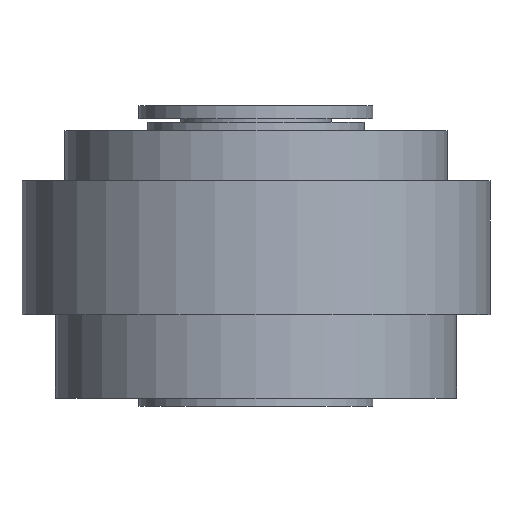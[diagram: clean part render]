
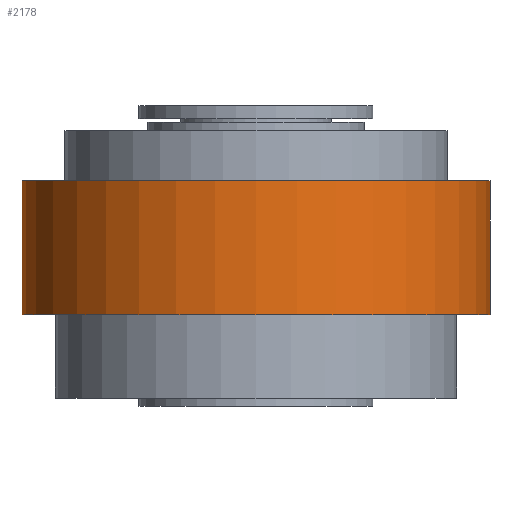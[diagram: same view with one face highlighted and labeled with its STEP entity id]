
A CAD part, front view. The second image highlights one B-rep face of the part: STEP entity #2178.
In plain terms, the highlighted cylindrical face has radius 14 mm (diameter 28 mm), a partial arc.
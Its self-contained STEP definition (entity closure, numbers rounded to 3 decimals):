
#374 = DIRECTION ( 'NONE',  ( -1., 0., 0. ) ) ;
#375 = DIRECTION ( 'NONE',  ( 0., 0., -1. ) ) ;
#376 = CARTESIAN_POINT ( 'NONE',  ( 0., 0., 4.3 ) ) ;
#377 = AXIS2_PLACEMENT_3D ( 'NONE', #376, #375, #374 ) ;
#378 = CIRCLE ( 'NONE', #377, 14. ) ;
#474 = DIRECTION ( 'NONE',  ( -1., 0., 0. ) ) ;
#475 = DIRECTION ( 'NONE',  ( 0., 0., -1. ) ) ;
#476 = CARTESIAN_POINT ( 'NONE',  ( 0., 0., -3.7 ) ) ;
#477 = AXIS2_PLACEMENT_3D ( 'NONE', #476, #475, #474 ) ;
#478 = CIRCLE ( 'NONE', #477, 14. ) ;
#494 = DIRECTION ( 'NONE',  ( 1., 0., 0. ) ) ;
#495 = DIRECTION ( 'NONE',  ( 0., 0., 1. ) ) ;
#496 = AXIS2_PLACEMENT_3D ( 'NONE', #498, #495, #494 ) ;
#498 = CARTESIAN_POINT ( 'NONE',  ( 0., 0., -3.7 ) ) ;
#499 = CYLINDRICAL_SURFACE ( 'NONE', #496, 14. ) ;
#503 = FACE_OUTER_BOUND ( 'NONE', #2159, .T. ) ;
#958 = DIRECTION ( 'NONE',  ( 0., 0., 1. ) ) ;
#1172 = CARTESIAN_POINT ( 'NONE',  ( -14., 0., -3.7 ) ) ;
#1192 = CARTESIAN_POINT ( 'NONE',  ( 14., 0., 4.3 ) ) ;
#1230 = DIRECTION ( 'NONE',  ( 0., 0., 1. ) ) ;
#1231 = VECTOR ( 'NONE', #1230, 1000. ) ;
#1232 = CARTESIAN_POINT ( 'NONE',  ( 14., 0., -3.7 ) ) ;
#1233 = LINE ( 'NONE', #1232, #1231 ) ;
#1293 = CARTESIAN_POINT ( 'NONE',  ( 14., 0., -3.7 ) ) ;
#1338 = VECTOR ( 'NONE', #958, 1000. ) ;
#1339 = CARTESIAN_POINT ( 'NONE',  ( -14., 0., -3.7 ) ) ;
#1340 = LINE ( 'NONE', #1339, #1338 ) ;
#1373 = CARTESIAN_POINT ( 'NONE',  ( -14., 0., 4.3 ) ) ;
#1991 = EDGE_CURVE ( 'NONE', #2440, #2529, #378, .T. ) ;
#2137 = ORIENTED_EDGE ( 'NONE', *, *, #2485, .T. ) ;
#2139 = ORIENTED_EDGE ( 'NONE', *, *, #2528, .F. ) ;
#2159 = EDGE_LOOP ( 'NONE', ( #2139, #2173, #2137, #2188 ) ) ;
#2161 = EDGE_CURVE ( 'NONE', #2515, #2442, #478, .T. ) ;
#2173 = ORIENTED_EDGE ( 'NONE', *, *, #2161, .F. ) ;
#2178 = ADVANCED_FACE ( 'NONE', ( #503 ), #499, .T. ) ;
#2188 = ORIENTED_EDGE ( 'NONE', *, *, #1991, .T. ) ;
#2440 = VERTEX_POINT ( 'NONE', #1192 ) ;
#2442 = VERTEX_POINT ( 'NONE', #1172 ) ;
#2485 = EDGE_CURVE ( 'NONE', #2515, #2440, #1233, .T. ) ;
#2515 = VERTEX_POINT ( 'NONE', #1293 ) ;
#2528 = EDGE_CURVE ( 'NONE', #2442, #2529, #1340, .T. ) ;
#2529 = VERTEX_POINT ( 'NONE', #1373 ) ;
